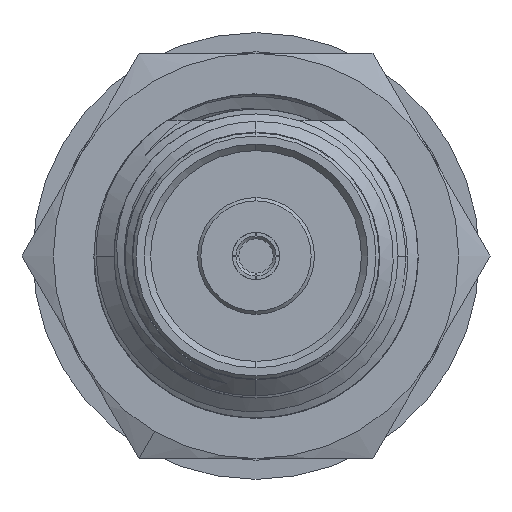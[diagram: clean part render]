
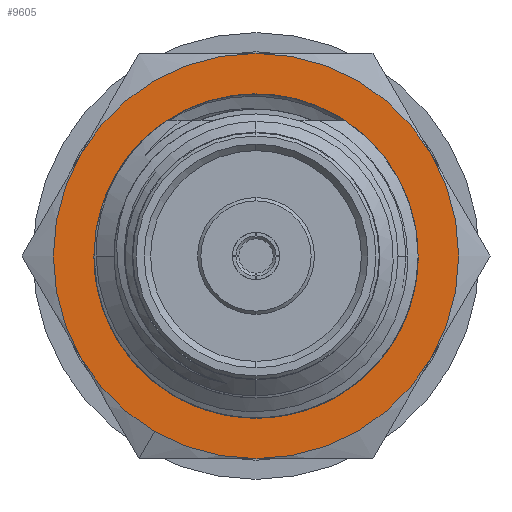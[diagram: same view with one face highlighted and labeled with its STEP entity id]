
A CAD part, left-side view. The second image highlights one B-rep face of the part: STEP entity #9605.
In plain terms, the highlighted planar face has unit normal (-1, 0, 0).
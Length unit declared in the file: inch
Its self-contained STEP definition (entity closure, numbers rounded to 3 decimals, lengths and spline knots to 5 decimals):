
#563 = VERTEX_POINT ( 'NONE', #16013 ) ;
#1037 = ORIENTED_EDGE ( 'NONE', *, *, #14969, .T. ) ;
#1280 = ORIENTED_EDGE ( 'NONE', *, *, #8009, .T. ) ;
#1370 = VERTEX_POINT ( 'NONE', #20758 ) ;
#1512 = EDGE_CURVE ( 'NONE', #563, #13047, #6984, .T. ) ;
#1617 = DIRECTION ( 'NONE',  ( 0., 0.5, -0.866 ) ) ;
#1773 = DIRECTION ( 'NONE',  ( 0., 0.5, -0.866 ) ) ;
#2233 = CARTESIAN_POINT ( 'NONE',  ( 0.51178, 0., 0. ) ) ;
#2425 = CARTESIAN_POINT ( 'NONE',  ( 0.51178, 0., 0. ) ) ;
#2461 = CARTESIAN_POINT ( 'NONE',  ( 0.51178, 0., 0.3125 ) ) ;
#2493 = DIRECTION ( 'NONE',  ( 0., 0.5, -0.866 ) ) ;
#2544 = DIRECTION ( 'NONE',  ( 0., 0.5, -0.866 ) ) ;
#2709 = CARTESIAN_POINT ( 'NONE',  ( 0.51178, -0.27063, 0.15625 ) ) ;
#3257 = ORIENTED_EDGE ( 'NONE', *, *, #24524, .F. ) ;
#3398 = VERTEX_POINT ( 'NONE', #2709 ) ;
#3687 = DIRECTION ( 'NONE',  ( -1., 0., 0. ) ) ;
#3699 = DIRECTION ( 'NONE',  ( -1., 0., 0. ) ) ;
#3743 = CARTESIAN_POINT ( 'NONE',  ( 0.51178, 0.06947, 0.24015 ) ) ;
#3934 = EDGE_LOOP ( 'NONE', ( #16245, #3257 ) ) ;
#4145 = DIRECTION ( 'NONE',  ( -1., 0., 0. ) ) ;
#4234 = VERTEX_POINT ( 'NONE', #12825 ) ;
#4429 = DIRECTION ( 'NONE',  ( 0., 0.5, -0.866 ) ) ;
#4692 = DIRECTION ( 'NONE',  ( -1., 0., 0. ) ) ;
#4837 = AXIS2_PLACEMENT_3D ( 'NONE', #21494, #4692, #2544 ) ;
#4925 = CIRCLE ( 'NONE', #17920, 0.25 ) ;
#5055 = DIRECTION ( 'NONE',  ( 0., 0.5, -0.866 ) ) ;
#5317 = DIRECTION ( 'NONE',  ( -1., 0., 0. ) ) ;
#5790 = ORIENTED_EDGE ( 'NONE', *, *, #17696, .T. ) ;
#6051 = DIRECTION ( 'NONE',  ( 0., 0.5, -0.866 ) ) ;
#6145 = AXIS2_PLACEMENT_3D ( 'NONE', #18745, #7321, #13432 ) ;
#6467 = ORIENTED_EDGE ( 'NONE', *, *, #13987, .T. ) ;
#6984 = CIRCLE ( 'NONE', #17703, 0.3125 ) ;
#7321 = DIRECTION ( 'NONE',  ( -1., 0., 0. ) ) ;
#8009 = EDGE_CURVE ( 'NONE', #10728, #24310, #14394, .T. ) ;
#8487 = CARTESIAN_POINT ( 'NONE',  ( 0.51178, 0., 0. ) ) ;
#8622 = VERTEX_POINT ( 'NONE', #2461 ) ;
#9072 = EDGE_CURVE ( 'NONE', #1370, #19196, #22072, .T. ) ;
#9105 = CARTESIAN_POINT ( 'NONE',  ( 0.51178, 0., 0. ) ) ;
#9400 = ORIENTED_EDGE ( 'NONE', *, *, #16983, .T. ) ;
#9422 = CARTESIAN_POINT ( 'NONE',  ( 0.51178, 0., 0. ) ) ;
#9605 = ADVANCED_FACE ( 'NONE', ( #11660, #21178 ), #19501, .T. ) ;
#10056 = DIRECTION ( 'NONE',  ( -1., 0., 0. ) ) ;
#10728 = VERTEX_POINT ( 'NONE', #19624 ) ;
#11660 = FACE_BOUND ( 'NONE', #3934, .T. ) ;
#12203 = CIRCLE ( 'NONE', #4837, 0.3125 ) ;
#12361 = DIRECTION ( 'NONE',  ( 0., 0.5, -0.866 ) ) ;
#12464 = CIRCLE ( 'NONE', #16194, 0.3125 ) ;
#12641 = CARTESIAN_POINT ( 'NONE',  ( 0.51178, 0., 0. ) ) ;
#12825 = CARTESIAN_POINT ( 'NONE',  ( 0.51178, 0.15625, -0.27063 ) ) ;
#12887 = EDGE_CURVE ( 'NONE', #4234, #10728, #19370, .T. ) ;
#13047 = VERTEX_POINT ( 'NONE', #20771 ) ;
#13432 = DIRECTION ( 'NONE',  ( 0., 0.5, -0.866 ) ) ;
#13657 = ORIENTED_EDGE ( 'NONE', *, *, #1512, .T. ) ;
#13902 = CIRCLE ( 'NONE', #6145, 0.3125 ) ;
#13987 = EDGE_CURVE ( 'NONE', #24310, #3398, #24370, .T. ) ;
#14039 = AXIS2_PLACEMENT_3D ( 'NONE', #12641, #14379, #5055 ) ;
#14379 = DIRECTION ( 'NONE',  ( -1., 0., 0. ) ) ;
#14394 = CIRCLE ( 'NONE', #22610, 0.3125 ) ;
#14801 = CARTESIAN_POINT ( 'NONE',  ( 0.51178, -0.27063, -0.15625 ) ) ;
#14969 = EDGE_CURVE ( 'NONE', #8622, #563, #12203, .T. ) ;
#16013 = CARTESIAN_POINT ( 'NONE',  ( 0.51178, 0.27063, 0.15625 ) ) ;
#16194 = AXIS2_PLACEMENT_3D ( 'NONE', #16925, #3687, #1773 ) ;
#16245 = ORIENTED_EDGE ( 'NONE', *, *, #9072, .F. ) ;
#16310 = AXIS2_PLACEMENT_3D ( 'NONE', #9105, #5317, #24247 ) ;
#16925 = CARTESIAN_POINT ( 'NONE',  ( 0.51178, 0., 0. ) ) ;
#16983 = EDGE_CURVE ( 'NONE', #3398, #8622, #12464, .T. ) ;
#17696 = EDGE_CURVE ( 'NONE', #13047, #4234, #13902, .T. ) ;
#17703 = AXIS2_PLACEMENT_3D ( 'NONE', #2233, #4145, #6051 ) ;
#17920 = AXIS2_PLACEMENT_3D ( 'NONE', #9422, #3699, #1617 ) ;
#18745 = CARTESIAN_POINT ( 'NONE',  ( 0.51178, 0., 0. ) ) ;
#19196 = VERTEX_POINT ( 'NONE', #3743 ) ;
#19370 = CIRCLE ( 'NONE', #16310, 0.3125 ) ;
#19414 = EDGE_LOOP ( 'NONE', ( #5790, #19578, #1280, #6467, #9400, #1037, #13657 ) ) ;
#19501 = PLANE ( 'NONE',  #23261 ) ;
#19578 = ORIENTED_EDGE ( 'NONE', *, *, #12887, .T. ) ;
#19624 = CARTESIAN_POINT ( 'NONE',  ( 0.51178, 0., -0.3125 ) ) ;
#19717 = CARTESIAN_POINT ( 'NONE',  ( 0.51178, 0., 0. ) ) ;
#20758 = CARTESIAN_POINT ( 'NONE',  ( 0.51178, 0.21894, 0.12069 ) ) ;
#20771 = CARTESIAN_POINT ( 'NONE',  ( 0.51178, 0.27063, -0.15625 ) ) ;
#20774 = AXIS2_PLACEMENT_3D ( 'NONE', #2425, #10056, #4429 ) ;
#21178 = FACE_OUTER_BOUND ( 'NONE', #19414, .T. ) ;
#21449 = DIRECTION ( 'NONE',  ( -1., 0., 0. ) ) ;
#21494 = CARTESIAN_POINT ( 'NONE',  ( 0.51178, 0., 0. ) ) ;
#22072 = CIRCLE ( 'NONE', #14039, 0.25 ) ;
#22610 = AXIS2_PLACEMENT_3D ( 'NONE', #19717, #21449, #2493 ) ;
#23261 = AXIS2_PLACEMENT_3D ( 'NONE', #8487, #23723, #12361 ) ;
#23723 = DIRECTION ( 'NONE',  ( -1., 0., 0. ) ) ;
#24247 = DIRECTION ( 'NONE',  ( 0., 0.5, -0.866 ) ) ;
#24310 = VERTEX_POINT ( 'NONE', #14801 ) ;
#24370 = CIRCLE ( 'NONE', #20774, 0.3125 ) ;
#24524 = EDGE_CURVE ( 'NONE', #19196, #1370, #4925, .T. ) ;
